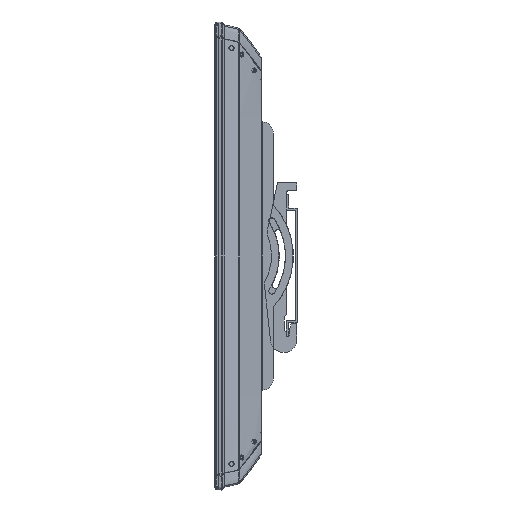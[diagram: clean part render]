
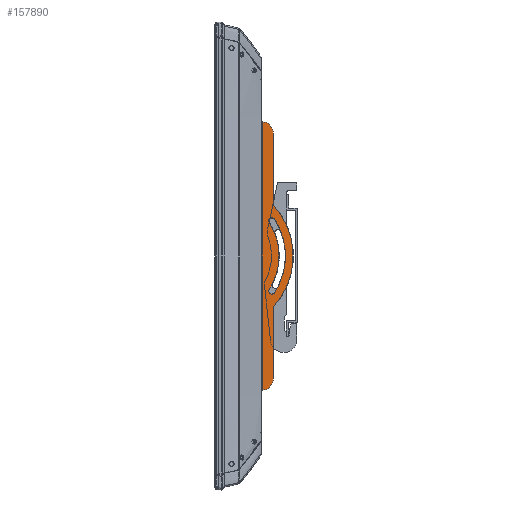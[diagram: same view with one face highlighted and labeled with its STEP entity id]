
A CAD part, left-side view. The second image highlights one B-rep face of the part: STEP entity #157890.
In plain terms, the highlighted planar face has unit normal (-1, 0, 0).
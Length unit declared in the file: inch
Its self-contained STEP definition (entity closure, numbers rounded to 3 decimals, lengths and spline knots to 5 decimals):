
#2896 = VERTEX_POINT ( 'NONE', #130390 ) ;
#9366 = AXIS2_PLACEMENT_3D ( 'NONE', #70067, #163662, #59037 ) ;
#10865 = CARTESIAN_POINT ( 'NONE',  ( -11.16368, 2.5, 0. ) ) ;
#11472 = ORIENTED_EDGE ( 'NONE', *, *, #183382, .T. ) ;
#15304 = VERTEX_POINT ( 'NONE', #91084 ) ;
#15810 = EDGE_CURVE ( 'NONE', #157527, #169465, #99663, .T. ) ;
#16208 = CIRCLE ( 'NONE', #162476, 0.19675 ) ;
#16353 = CARTESIAN_POINT ( 'NONE',  ( -11.16368, 2.635, 7.75 ) ) ;
#20245 = DIRECTION ( 'NONE',  ( 1., 0., 0. ) ) ;
#22530 = VECTOR ( 'NONE', #105837, 39.37008 ) ;
#23947 = DIRECTION ( 'NONE',  ( 0., 0., -1. ) ) ;
#24112 = DIRECTION ( 'NONE',  ( 0., 0., -1. ) ) ;
#27057 = CARTESIAN_POINT ( 'NONE',  ( -11.16368, -0.09422, 0. ) ) ;
#27774 = FACE_BOUND ( 'NONE', #147794, .T. ) ;
#29826 = ORIENTED_EDGE ( 'NONE', *, *, #30901, .F. ) ;
#30137 = VERTEX_POINT ( 'NONE', #133875 ) ;
#30901 = EDGE_CURVE ( 'NONE', #190372, #2896, #103054, .T. ) ;
#38345 = CARTESIAN_POINT ( 'NONE',  ( -11.16368, 3.28675, 2.41 ) ) ;
#39358 = VERTEX_POINT ( 'NONE', #59281 ) ;
#41967 = DIRECTION ( 'NONE',  ( 1., 0., 0. ) ) ;
#42884 = DIRECTION ( 'NONE',  ( 0., 0., -1. ) ) ;
#45058 = CARTESIAN_POINT ( 'NONE',  ( -11.16368, 2.6905, 8.5 ) ) ;
#50563 = CIRCLE ( 'NONE', #9366, 4.23772 ) ;
#57392 = EDGE_LOOP ( 'NONE', ( #72795, #140184, #78854, #110110, #123774, #115155 ) ) ;
#59037 = DIRECTION ( 'NONE',  ( 0., 0., -1. ) ) ;
#59281 = CARTESIAN_POINT ( 'NONE',  ( -11.16368, 3.45137, 2.32101 ) ) ;
#59351 = CARTESIAN_POINT ( 'NONE',  ( -11.16368, 3.385, -3.21059 ) ) ;
#59727 = VERTEX_POINT ( 'NONE', #111785 ) ;
#59743 = CIRCLE ( 'NONE', #132842, 0.19675 ) ;
#60791 = DIRECTION ( 'NONE',  ( 1., 0., 0. ) ) ;
#61272 = VECTOR ( 'NONE', #23947, 39.37008 ) ;
#64608 = CIRCLE ( 'NONE', #182390, 0.75 ) ;
#66035 = DIRECTION ( 'NONE',  ( 0., 0., -1. ) ) ;
#68082 = AXIS2_PLACEMENT_3D ( 'NONE', #27057, #41967, #24112 ) ;
#69644 = DIRECTION ( 'NONE',  ( -1., 0., 0. ) ) ;
#70067 = CARTESIAN_POINT ( 'NONE',  ( -11.16368, -0.09422, 0. ) ) ;
#70939 = DIRECTION ( 'NONE',  ( 1., 0., 0. ) ) ;
#72570 = EDGE_CURVE ( 'NONE', #190372, #128710, #171319, .T. ) ;
#72681 = AXIS2_PLACEMENT_3D ( 'NONE', #174638, #70939, #114834 ) ;
#72795 = ORIENTED_EDGE ( 'NONE', *, *, #87806, .F. ) ;
#77117 = EDGE_CURVE ( 'NONE', #59727, #30137, #195509, .T. ) ;
#78854 = ORIENTED_EDGE ( 'NONE', *, *, #131180, .F. ) ;
#82758 = DIRECTION ( 'NONE',  ( 0., 0., -1. ) ) ;
#85680 = CARTESIAN_POINT ( 'NONE',  ( -11.16368, 3.385, 0. ) ) ;
#87806 = EDGE_CURVE ( 'NONE', #59727, #169465, #64608, .T. ) ;
#91084 = CARTESIAN_POINT ( 'NONE',  ( -11.16368, 3.385, 3.21059 ) ) ;
#91884 = VERTEX_POINT ( 'NONE', #171925 ) ;
#92656 = DIRECTION ( 'NONE',  ( 0., 0., -1. ) ) ;
#95227 = ORIENTED_EDGE ( 'NONE', *, *, #109046, .T. ) ;
#99663 = LINE ( 'NONE', #85680, #61272 ) ;
#100541 = DIRECTION ( 'NONE',  ( 0., 0., -1. ) ) ;
#102358 = DIRECTION ( 'NONE',  ( 1., 0., 0. ) ) ;
#103054 = CIRCLE ( 'NONE', #68082, 3.84422 ) ;
#103390 = EDGE_CURVE ( 'NONE', #157527, #15304, #158967, .T. ) ;
#105837 = DIRECTION ( 'NONE',  ( 0., 0., 1. ) ) ;
#109046 = EDGE_CURVE ( 'NONE', #39358, #144952, #16208, .T. ) ;
#110110 = ORIENTED_EDGE ( 'NONE', *, *, #115108, .T. ) ;
#110706 = CARTESIAN_POINT ( 'NONE',  ( -11.16368, 3.385, 0. ) ) ;
#111785 = CARTESIAN_POINT ( 'NONE',  ( -11.16368, 2.6905, -8.49794 ) ) ;
#112657 = LINE ( 'NONE', #110706, #119440 ) ;
#113821 = CARTESIAN_POINT ( 'NONE',  ( -11.16368, 3.28675, 2.21325 ) ) ;
#114834 = DIRECTION ( 'NONE',  ( 0., 0., -1. ) ) ;
#115108 = EDGE_CURVE ( 'NONE', #91884, #15304, #112657, .T. ) ;
#115155 = ORIENTED_EDGE ( 'NONE', *, *, #15810, .T. ) ;
#118007 = ORIENTED_EDGE ( 'NONE', *, *, #72570, .T. ) ;
#119440 = VECTOR ( 'NONE', #82758, 39.37008 ) ;
#123774 = ORIENTED_EDGE ( 'NONE', *, *, #103390, .F. ) ;
#128710 = VERTEX_POINT ( 'NONE', #192795 ) ;
#130390 = CARTESIAN_POINT ( 'NONE',  ( -11.16368, 3.12213, 2.10549 ) ) ;
#130627 = CARTESIAN_POINT ( 'NONE',  ( -11.16368, -0.09422, 0. ) ) ;
#131180 = EDGE_CURVE ( 'NONE', #91884, #30137, #148658, .T. ) ;
#132842 = AXIS2_PLACEMENT_3D ( 'NONE', #152447, #60791, #92656 ) ;
#133875 = CARTESIAN_POINT ( 'NONE',  ( -11.16368, 2.6905, 8.49794 ) ) ;
#138055 = ORIENTED_EDGE ( 'NONE', *, *, #194663, .T. ) ;
#140184 = ORIENTED_EDGE ( 'NONE', *, *, #77117, .T. ) ;
#144952 = VERTEX_POINT ( 'NONE', #38345 ) ;
#147794 = EDGE_LOOP ( 'NONE', ( #95227, #138055, #29826, #118007, #11472 ) ) ;
#148658 = CIRCLE ( 'NONE', #174556, 0.75 ) ;
#151120 = AXIS2_PLACEMENT_3D ( 'NONE', #10865, #69644, #100541 ) ;
#152447 = CARTESIAN_POINT ( 'NONE',  ( -11.16368, 3.28675, 2.21325 ) ) ;
#157527 = VERTEX_POINT ( 'NONE', #59351 ) ;
#157890 = ADVANCED_FACE ( 'NONE', ( #27774, #162261 ), #176253, .T. ) ;
#158967 = CIRCLE ( 'NONE', #190835, 4.73422 ) ;
#162261 = FACE_OUTER_BOUND ( 'NONE', #57392, .T. ) ;
#162476 = AXIS2_PLACEMENT_3D ( 'NONE', #113821, #20245, #66035 ) ;
#163662 = DIRECTION ( 'NONE',  ( 1., 0., 0. ) ) ;
#169465 = VERTEX_POINT ( 'NONE', #180603 ) ;
#171319 = CIRCLE ( 'NONE', #72681, 0.19675 ) ;
#171925 = CARTESIAN_POINT ( 'NONE',  ( -11.16368, 3.385, 7.75 ) ) ;
#173176 = CARTESIAN_POINT ( 'NONE',  ( -11.16368, 3.12213, -2.10549 ) ) ;
#174556 = AXIS2_PLACEMENT_3D ( 'NONE', #16353, #183703, #186641 ) ;
#174638 = CARTESIAN_POINT ( 'NONE',  ( -11.16368, 3.28675, -2.21325 ) ) ;
#176253 = PLANE ( 'NONE',  #151120 ) ;
#179394 = DIRECTION ( 'NONE',  ( 1., 0., 0. ) ) ;
#180603 = CARTESIAN_POINT ( 'NONE',  ( -11.16368, 3.385, -7.75 ) ) ;
#182390 = AXIS2_PLACEMENT_3D ( 'NONE', #193011, #102358, #194002 ) ;
#183382 = EDGE_CURVE ( 'NONE', #128710, #39358, #50563, .T. ) ;
#183703 = DIRECTION ( 'NONE',  ( 1., 0., 0. ) ) ;
#186641 = DIRECTION ( 'NONE',  ( 0., 0., -1. ) ) ;
#190372 = VERTEX_POINT ( 'NONE', #173176 ) ;
#190835 = AXIS2_PLACEMENT_3D ( 'NONE', #130627, #179394, #42884 ) ;
#192795 = CARTESIAN_POINT ( 'NONE',  ( -11.16368, 3.45137, -2.32101 ) ) ;
#193011 = CARTESIAN_POINT ( 'NONE',  ( -11.16368, 2.635, -7.75 ) ) ;
#194002 = DIRECTION ( 'NONE',  ( 0., 0., -1. ) ) ;
#194663 = EDGE_CURVE ( 'NONE', #144952, #2896, #59743, .T. ) ;
#195509 = LINE ( 'NONE', #45058, #22530 ) ;
